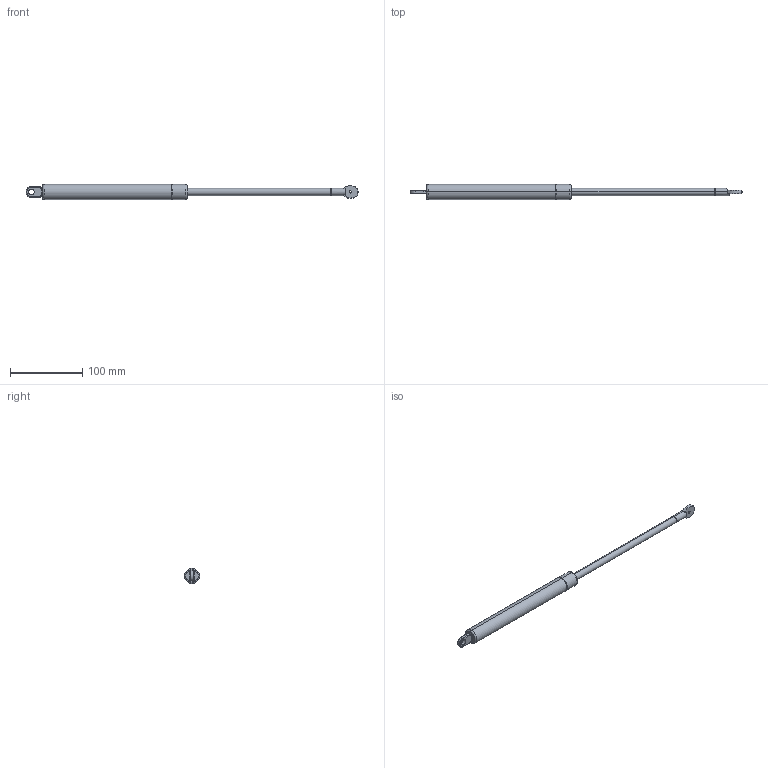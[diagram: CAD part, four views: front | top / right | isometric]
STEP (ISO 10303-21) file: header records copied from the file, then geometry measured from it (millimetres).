
FILE_DESCRIPTION (( 'STEP AP214' ), '1' );
FILE_NAME ('piston 20cm.STEP', '2019-02-19T20:03:32', ( '' ), ( '' ), 'SwSTEP 2.0', 'SolidWorks 2017', '' );
FILE_SCHEMA (( 'AUTOMOTIVE_DESIGN' ));
Length unit declared in the file: millimetre
Products named in the file (1): piston 20cm
Bounding box: 458.96 x 21 x 21 mm (x, y, z)
Volume: 88457.6 mm3; surface area: 22589.5 mm2
Topology: 2 solids, 2 shells, 76 faces, 170 edges, 104 vertices
Faces by surface type: cylinder 35, torus 18, plane 18, bspline 5
Entity records: 2266 total; most frequent: CARTESIAN_POINT 462, DIRECTION 417, ORIENTED_EDGE 340, AXIS2_PLACEMENT_3D 181, EDGE_CURVE 170, CIRCLE 109, VERTEX_POINT 104, EDGE_LOOP 86
